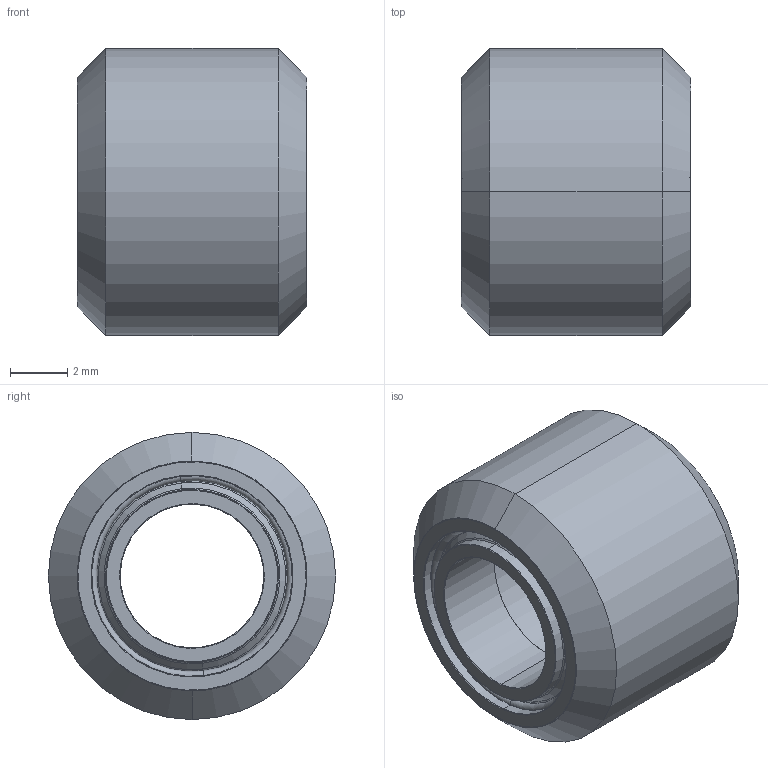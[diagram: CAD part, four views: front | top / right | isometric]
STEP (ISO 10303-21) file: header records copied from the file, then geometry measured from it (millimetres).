
FILE_DESCRIPTION (( 'STEP AP203' ), '1' );
FILE_NAME ('615454 assembly.STEP', '2017-01-16T21:56:03', ( '' ), ( '' ), 'SwSTEP 2.0', 'SolidWorks 2016', '' );
FILE_SCHEMA (( 'CONFIG_CONTROL_DESIGN' ));
Length unit declared in the file: inch
Products named in the file (3): 615454; 615454 assembly; 615454 bearing
Assembly tree (3 placements, depth 2):
  615454 assembly
    615454
    615454 bearing  x2
Bounding box: 8 x 10 x 10 mm (x, y, z)
Volume: 395.6 mm3; surface area: 1057.6 mm2
Topology: 3 solids, 11 shells, 182 faces, 364 edges, 208 vertices
Faces by surface type: cylinder 56, torus 56, cone 44, plane 26
Entity records: 2911 total; most frequent: DIRECTION 544, CARTESIAN_POINT 412, ORIENTED_EDGE 392, AXIS2_PLACEMENT_3D 244, EDGE_CURVE 196, CIRCLE 140, EDGE_LOOP 112, VERTEX_POINT 112
